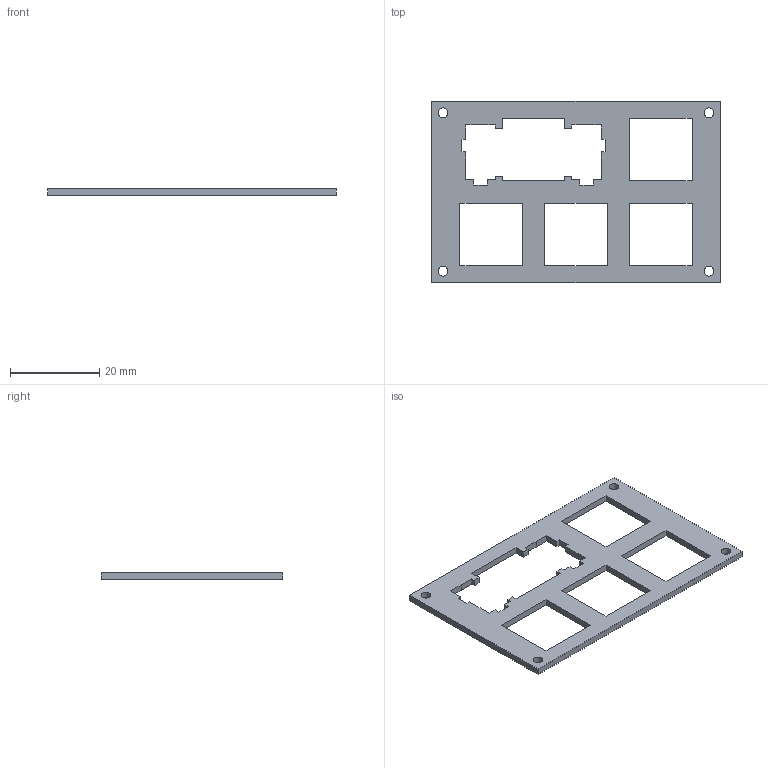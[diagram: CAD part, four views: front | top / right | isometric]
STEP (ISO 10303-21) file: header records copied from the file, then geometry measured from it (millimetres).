
FILE_DESCRIPTION(('FreeCAD Model'),'2;1');
FILE_NAME( 'plate.step', '2018-06-04T12:21:40',('Author'),(''), 'Open CASCADE STEP processor 7.2','FreeCAD','Unknown');
FILE_SCHEMA(('AUTOMOTIVE_DESIGN_CC2 { 1 2 10303 214 -1 1 5 4 }'));
Length unit declared in the file: millimetre
Products named in the file (2): 2u_breakout_plate; Body
Assembly tree (1 placements, depth 2):
  2u_breakout_plate
    Body
Bounding box: 64.77 x 40.64 x 1.5 mm (x, y, z)
Volume: 2141.5 mm3; surface area: 3704.4 mm2
Topology: 1 solids, 1 shells, 64 faces, 186 edges, 124 vertices
Faces by surface type: plane 60, cylinder 4
Full cylindrical faces by diameter (mm): 2.2 x4
Entity records: 4595 total; most frequent: CARTESIAN_POINT 796, DIRECTION 690, LINE 542, VECTOR 542, ORIENTED_EDGE 372, PCURVE 372, DEFINITIONAL_REPRESENTATION 372, EDGE_CURVE 186
